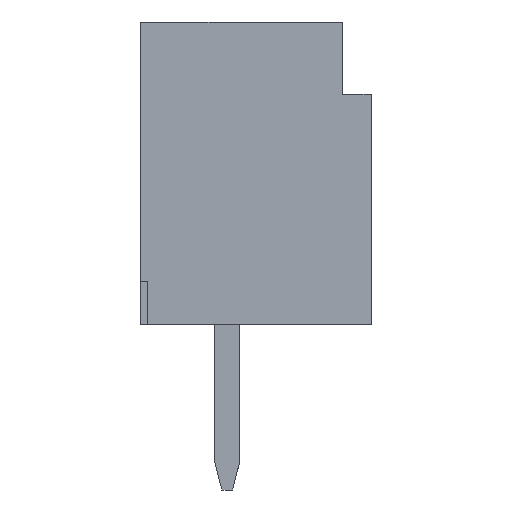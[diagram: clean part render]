
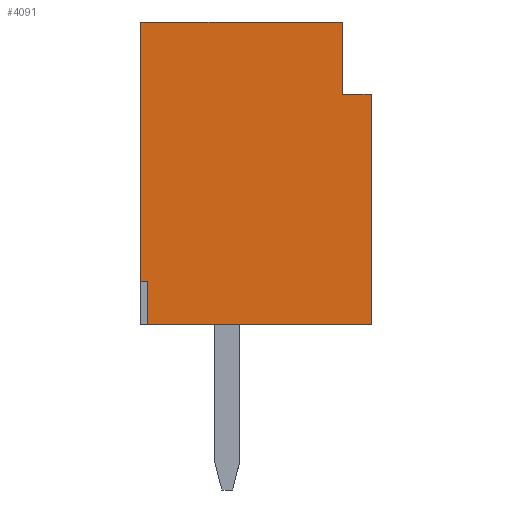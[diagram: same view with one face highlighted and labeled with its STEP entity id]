
A CAD part, left-side view. The second image highlights one B-rep face of the part: STEP entity #4091.
In plain terms, the highlighted planar face has unit normal (-1, 0, 0).
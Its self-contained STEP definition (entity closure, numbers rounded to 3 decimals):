
#426=ORIENTED_EDGE('',*,*,#1580,.F.);
#427=ORIENTED_EDGE('',*,*,#1581,.F.);
#428=ORIENTED_EDGE('',*,*,#1431,.T.);
#429=ORIENTED_EDGE('',*,*,#1543,.T.);
#430=ORIENTED_EDGE('',*,*,#1582,.F.);
#431=ORIENTED_EDGE('',*,*,#1583,.F.);
#432=ORIENTED_EDGE('',*,*,#1528,.T.);
#433=ORIENTED_EDGE('',*,*,#1294,.T.);
#1294=EDGE_CURVE('',#1886,#1885,#2275,.T.);
#1431=EDGE_CURVE('',#2012,#2011,#2412,.T.);
#1528=EDGE_CURVE('',#2107,#1886,#2509,.T.);
#1543=EDGE_CURVE('',#2011,#2121,#2524,.T.);
#1580=EDGE_CURVE('',#2145,#1885,#2561,.T.);
#1581=EDGE_CURVE('',#2012,#2145,#2562,.T.);
#1582=EDGE_CURVE('',#2146,#2121,#2563,.T.);
#1583=EDGE_CURVE('',#2107,#2146,#2564,.T.);
#1885=VERTEX_POINT('',#5641);
#1886=VERTEX_POINT('',#5643);
#2011=VERTEX_POINT('',#5916);
#2012=VERTEX_POINT('',#5918);
#2107=VERTEX_POINT('',#6112);
#2121=VERTEX_POINT('',#6141);
#2145=VERTEX_POINT('',#6205);
#2146=VERTEX_POINT('',#6208);
#2275=LINE('',#5642,#2866);
#2412=LINE('',#5917,#3003);
#2509=LINE('',#6111,#3100);
#2524=LINE('',#6142,#3115);
#2561=LINE('',#6204,#3152);
#2562=LINE('',#6206,#3153);
#2563=LINE('',#6207,#3154);
#2564=LINE('',#6209,#3155);
#2866=VECTOR('',#4572,1000.);
#3003=VECTOR('',#4733,1000.);
#3100=VECTOR('',#4834,1000.);
#3115=VECTOR('',#4851,1000.);
#3152=VECTOR('',#4892,1000.);
#3153=VECTOR('',#4893,1000.);
#3154=VECTOR('',#4894,1000.);
#3155=VECTOR('',#4895,1000.);
#3452=EDGE_LOOP('',(#426,#427,#428,#429,#430,#431,#432,#433));
#3681=FACE_BOUND('',#3452,.T.);
#3886=PLANE('',#4323);
#4091=ADVANCED_FACE('',(#3681),#3886,.T.);
#4323=AXIS2_PLACEMENT_3D('',#6203,#4890,#4891);
#4572=DIRECTION('',(0.,0.,-1.));
#4733=DIRECTION('',(0.,-1.,0.));
#4834=DIRECTION('',(0.,1.,0.));
#4851=DIRECTION('',(0.,0.,1.));
#4890=DIRECTION('',(-1.,0.,0.));
#4891=DIRECTION('',(0.,0.,1.));
#4892=DIRECTION('',(0.,1.,0.));
#4893=DIRECTION('',(0.,0.,1.));
#4894=DIRECTION('',(0.,-1.,0.));
#4895=DIRECTION('',(0.,0.,-1.));
#5641=CARTESIAN_POINT('',(-7.125,1.6,-1.5));
#5642=CARTESIAN_POINT('',(-7.125,1.6,2.1));
#5643=CARTESIAN_POINT('',(-7.125,1.6,2.1));
#5916=CARTESIAN_POINT('',(-7.125,-1.6,-2.1));
#5917=CARTESIAN_POINT('',(-7.125,1.6,-2.1));
#5918=CARTESIAN_POINT('',(-7.125,1.5,-2.1));
#6111=CARTESIAN_POINT('',(-7.125,-1.6,2.1));
#6112=CARTESIAN_POINT('',(-7.125,-1.2,2.1));
#6141=CARTESIAN_POINT('',(-7.125,-1.6,1.1));
#6142=CARTESIAN_POINT('',(-7.125,-1.6,-2.1));
#6203=CARTESIAN_POINT('',(-7.125,0.,0.));
#6204=CARTESIAN_POINT('',(-7.125,1.5,-1.5));
#6205=CARTESIAN_POINT('',(-7.125,1.5,-1.5));
#6206=CARTESIAN_POINT('',(-7.125,1.5,-2.1));
#6207=CARTESIAN_POINT('',(-7.125,-1.2,1.1));
#6208=CARTESIAN_POINT('',(-7.125,-1.2,1.1));
#6209=CARTESIAN_POINT('',(-7.125,-1.2,2.1));
